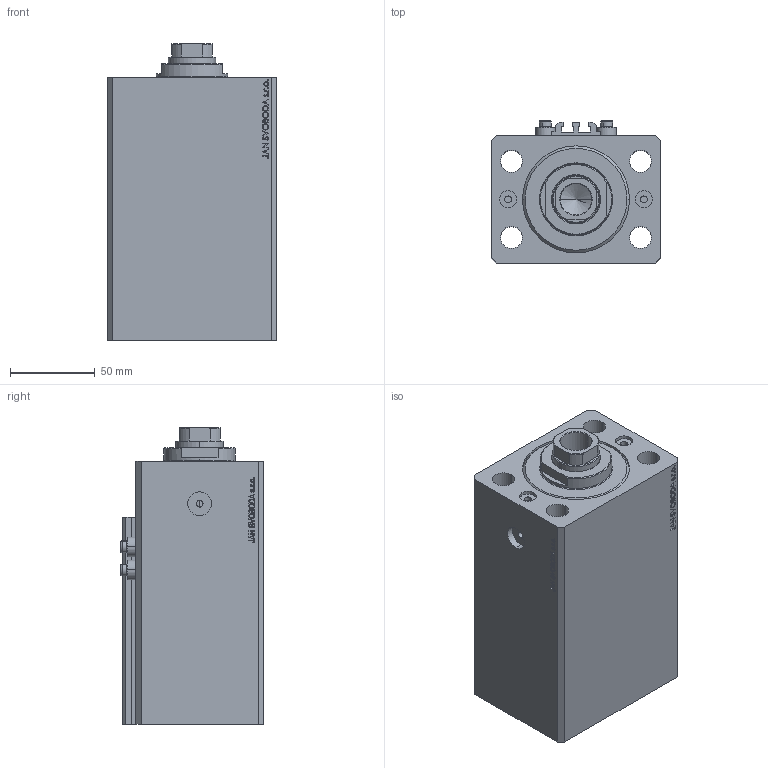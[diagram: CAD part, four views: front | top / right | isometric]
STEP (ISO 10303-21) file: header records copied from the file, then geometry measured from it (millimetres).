
FILE_DESCRIPTION (( 'STEP AP203' ), '1' );
FILE_NAME ('b340.STEP', '2022-04-09T16:37:44', ( '' ), ( '' ), 'SwSTEP 2.0', 'SolidWorks 2019', '' );
FILE_SCHEMA (( 'CONFIG_CONTROL_DESIGN' ));
Length unit declared in the file: millimetre
Products named in the file (5): b340; V250CE_C_Body 5a0e98e256fbe4c4b590ef54e403ab29; ALLEN BOLT V250CE 5a0e98e256fbe4c4b590ef54e403ab29; V250CE_VC_C 5a0e98e256fbe4c4b590ef54e403ab29; V250CE_C_VCP 5a0e98e256fbe4c4b590ef54e403ab29
Assembly tree (7 placements, depth 2):
  b340
    V250CE_C_Body 5a0e98e256fbe4c4b590ef54e403ab29
    ALLEN BOLT V250CE 5a0e98e256fbe4c4b590ef54e403ab29  x4
    V250CE_C_VCP 5a0e98e256fbe4c4b590ef54e403ab29
    V250CE_VC_C 5a0e98e256fbe4c4b590ef54e403ab29
Bounding box: 100 x 84 x 174.9 mm (x, y, z)
Volume: 227121.1 mm3; surface area: 167221.2 mm2
Topology: 7 solids, 8 shells, 1033 faces, 2603 edges, 1703 vertices
Faces by surface type: plane 504, bspline 374, cylinder 85, cone 56, torus 14
Entity records: 47251 total; most frequent: CARTESIAN_POINT 25873, ORIENTED_EDGE 4896, DIRECTION 3036, EDGE_CURVE 2448, VERTEX_POINT 1619, VECTOR 1488, LINE 1488, EDGE_LOOP 1081
